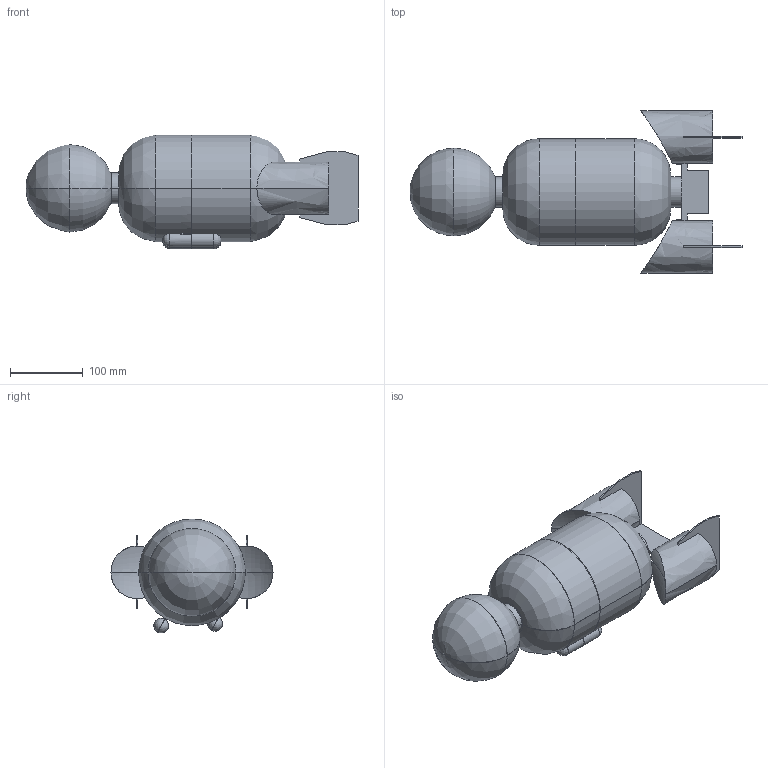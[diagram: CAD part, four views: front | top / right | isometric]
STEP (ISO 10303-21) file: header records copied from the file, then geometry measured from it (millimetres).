
FILE_DESCRIPTION(('CAx 3rd Joint Test Round - Test Model S1','Solid Assembly + Colour + 3D Text Test '),'1');
FILE_NAME('s1-tc-214.stp','2000-02-04 T16:33:13',('SD Yates '),('Theorem Solutions Ltd'),'THEOREM SOLUTIONS CADDS -> AP214 DIS PREPROCESSOR 4.0.002','CAMU/CADDS5 Rev8.1','AP Ranger ');
FILE_SCHEMA(('AUTOMOTIVE_DESIGN { 1 2 10303 214 0 1 1 1 } '));
Length unit declared in the file: centimetre
Products named in the file (13): S1; mainbody; foot; tail; head; mainbodyfront; mainbodyback; footfront; footback; tailturbine; tailmiddlepart; headfront; headback
Assembly tree (14 placements, depth 3):
  S1
    mainbody
      mainbodyfront
      mainbodyback
    foot  x2
      footfront
      footback
    tail
      tailturbine  x2
      tailmiddlepart
    head
      headfront
      headback
Bounding box: 454.93 x 222 x 156.18 mm (x, y, z)
Volume: 817897.6 mm3; surface area: 462696.6 mm2
Topology: 11 solids, 11 shells, 189 faces, 444 edges, 260 vertices
Faces by surface type: plane 99, revolution 86, extrusion 4
Entity records: 5566 total; most frequent: CARTESIAN_POINT 1971, DIRECTION 747, ORIENTED_EDGE 628, EDGE_CURVE 314, AXIS2_PLACEMENT_3D 257, VERTEX_POINT 195, VECTOR 169, LINE 167
